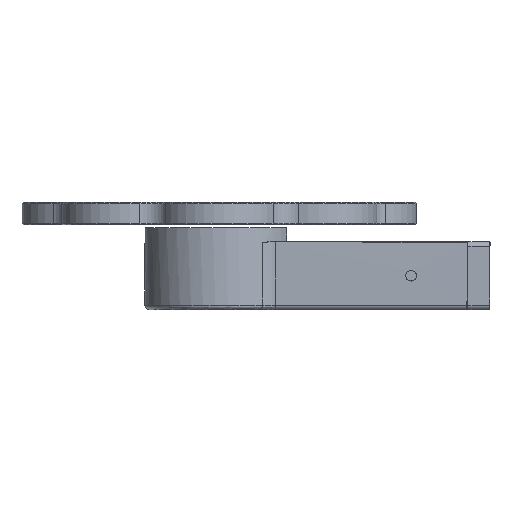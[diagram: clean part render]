
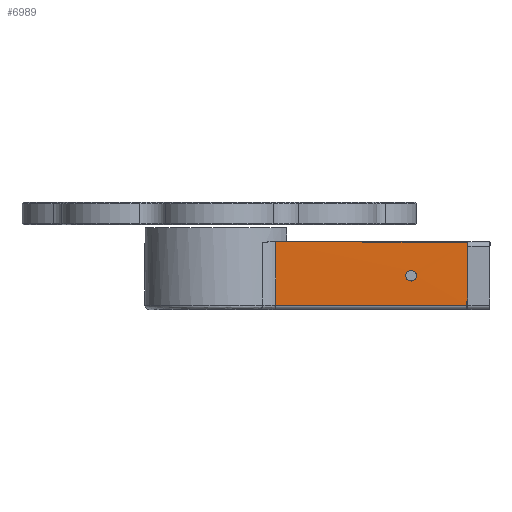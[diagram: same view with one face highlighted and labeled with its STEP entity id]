
A CAD part, left-side view. The second image highlights one B-rep face of the part: STEP entity #6989.
In plain terms, the highlighted planar face has unit normal (1, 0, 0).
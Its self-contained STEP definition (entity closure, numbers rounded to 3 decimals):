
#1898 = DIRECTION ( 'NONE',  ( -1., 0., 0. ) ) ;
#2531 = CARTESIAN_POINT ( 'NONE',  ( -53.565, 31.11, 135.25 ) ) ;
#2601 = ORIENTED_EDGE ( 'NONE', *, *, #10428, .T. ) ;
#3363 = EDGE_CURVE ( 'NONE', #12040, #12661, #3837, .T. ) ;
#3453 = CARTESIAN_POINT ( 'NONE',  ( -53.565, -53.91, 163.25 ) ) ;
#3492 = LINE ( 'NONE', #4817, #7441 ) ;
#3752 = EDGE_CURVE ( 'NONE', #8833, #8833, #11099, .T. ) ;
#3837 = LINE ( 'NONE', #3918, #6561 ) ;
#3918 = CARTESIAN_POINT ( 'NONE',  ( -53.565, 31.11, 138.25 ) ) ;
#4012 = EDGE_LOOP ( 'NONE', ( #13350 ) ) ;
#4817 = CARTESIAN_POINT ( 'NONE',  ( -53.565, -53.91, 135.25 ) ) ;
#5352 = FACE_OUTER_BOUND ( 'NONE', #8918, .T. ) ;
#6321 = CARTESIAN_POINT ( 'NONE',  ( -53.565, -28.91, 150.6 ) ) ;
#6416 = VERTEX_POINT ( 'NONE', #13413 ) ;
#6561 = VECTOR ( 'NONE', #10341, 1000. ) ;
#6661 = DIRECTION ( 'NONE',  ( 0., 0., 1. ) ) ;
#6851 = EDGE_CURVE ( 'NONE', #12661, #6416, #10028, .T. ) ;
#6989 = ADVANCED_FACE ( 'NONE', ( #5352, #14020 ), #10441, .T. ) ;
#7247 = DIRECTION ( 'NONE',  ( 0., 1., 0. ) ) ;
#7402 = VERTEX_POINT ( 'NONE', #9441 ) ;
#7441 = VECTOR ( 'NONE', #7247, 1000. ) ;
#8833 = VERTEX_POINT ( 'NONE', #6321 ) ;
#8918 = EDGE_LOOP ( 'NONE', ( #10122, #11883, #2601, #8942 ) ) ;
#8942 = ORIENTED_EDGE ( 'NONE', *, *, #3363, .T. ) ;
#9017 = CARTESIAN_POINT ( 'NONE',  ( -53.565, -53.91, 138.25 ) ) ;
#9441 = CARTESIAN_POINT ( 'NONE',  ( -53.565, -53.71, 135.25 ) ) ;
#9486 = CARTESIAN_POINT ( 'NONE',  ( -53.565, -28.91, 148.25 ) ) ;
#9579 = CARTESIAN_POINT ( 'NONE',  ( -53.565, 31.11, 163.25 ) ) ;
#9981 = LINE ( 'NONE', #12413, #10650 ) ;
#10028 = LINE ( 'NONE', #3453, #10036 ) ;
#10036 = VECTOR ( 'NONE', #13634, 1000. ) ;
#10122 = ORIENTED_EDGE ( 'NONE', *, *, #6851, .T. ) ;
#10341 = DIRECTION ( 'NONE',  ( 0., 0., 1. ) ) ;
#10428 = EDGE_CURVE ( 'NONE', #7402, #12040, #3492, .T. ) ;
#10441 = PLANE ( 'NONE',  #16441 ) ;
#10450 = EDGE_CURVE ( 'NONE', #6416, #7402, #9981, .T. ) ;
#10650 = VECTOR ( 'NONE', #11166, 1000. ) ;
#11099 = CIRCLE ( 'NONE', #11359, 2.35 ) ;
#11166 = DIRECTION ( 'NONE',  ( 0., 0., -1. ) ) ;
#11359 = AXIS2_PLACEMENT_3D ( 'NONE', #9486, #1898, #6661 ) ;
#11788 = DIRECTION ( 'NONE',  ( 1., 0., 0. ) ) ;
#11883 = ORIENTED_EDGE ( 'NONE', *, *, #10450, .T. ) ;
#12040 = VERTEX_POINT ( 'NONE', #2531 ) ;
#12413 = CARTESIAN_POINT ( 'NONE',  ( -53.565, -53.71, 138.25 ) ) ;
#12661 = VERTEX_POINT ( 'NONE', #9579 ) ;
#13350 = ORIENTED_EDGE ( 'NONE', *, *, #3752, .T. ) ;
#13413 = CARTESIAN_POINT ( 'NONE',  ( -53.465, -53.81, 163.15 ) ) ;
#13634 = DIRECTION ( 'NONE',  ( 0., -1., 0. ) ) ;
#14020 = FACE_BOUND ( 'NONE', #4012, .T. ) ;
#15361 = DIRECTION ( 'NONE',  ( 0., 0., -1. ) ) ;
#16441 = AXIS2_PLACEMENT_3D ( 'NONE', #9017, #11788, #15361 ) ;
